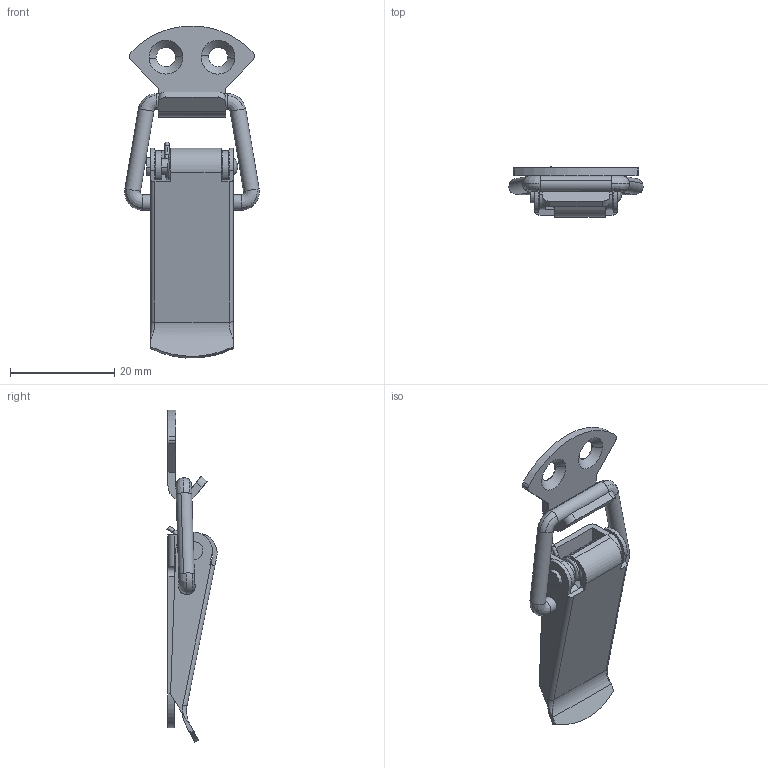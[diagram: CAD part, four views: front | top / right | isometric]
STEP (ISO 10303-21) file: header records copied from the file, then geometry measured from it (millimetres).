
FILE_DESCRIPTION((''),'2;1');
FILE_NAME('','2005-07-15T16:55:22',(''),(''),'','CADfix','');
FILE_SCHEMA(('AUTOMOTIVE_DESIGN'));
Length unit declared in the file: millimetre
Products named in the file (7): spring; shaft; lever; keeper; base; arm; TL_3G_13242_36
Assembly tree (6 placements, depth 2):
  TL_3G_13242_36
    spring
    shaft
    lever
    keeper
    base
    arm
Bounding box: 25.83 x 9.63 x 63.69 mm (x, y, z)
Volume: 2488.8 mm3; surface area: 5224 mm2
Topology: 6 solids, 6 shells, 167 faces, 522 edges, 367 vertices
Faces by surface type: bspline 167
Entity records: 9509 total; most frequent: CARTESIAN_POINT 6426, ORIENTED_EDGE 1040, EDGE_CURVE 520, VERTEX_POINT 367, QUASI_UNIFORM_CURVE 203, EDGE_LOOP 191, FACE_OUTER_BOUND 167, ADVANCED_FACE 167
